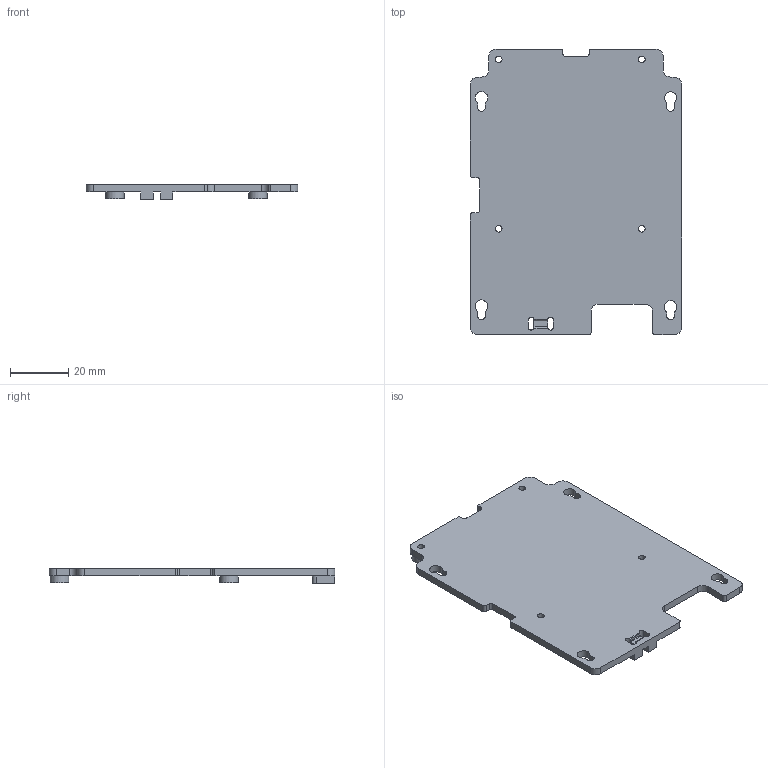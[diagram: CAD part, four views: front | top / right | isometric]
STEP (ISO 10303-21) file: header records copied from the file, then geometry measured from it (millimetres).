
FILE_DESCRIPTION (( 'STEP AP214' ), '1' );
FILE_NAME ('Pi base.STEP', '2020-05-20T12:20:54', ( '' ), ( '' ), 'SwSTEP 2.0', 'SolidWorks 2018', '' );
FILE_SCHEMA (( 'AUTOMOTIVE_DESIGN' ));
Length unit declared in the file: inch
Products named in the file (2): Pi base
Bounding box: 72.39 x 97.79 x 5.08 mm (x, y, z)
Volume: 17019.2 mm3; surface area: 14760.8 mm2
Topology: 1 solids, 1 shells, 95 faces, 270 edges, 180 vertices
Faces by surface type: plane 49, cylinder 42, bspline 4
Full cylindrical faces by diameter (mm): 2.261 x4, 6.35 x4
Entity records: 3312 total; most frequent: CARTESIAN_POINT 764, ORIENTED_EDGE 516, DIRECTION 512, EDGE_CURVE 258, AXIS2_PLACEMENT_3D 177, VERTEX_POINT 176, VECTOR 158, LINE 158
